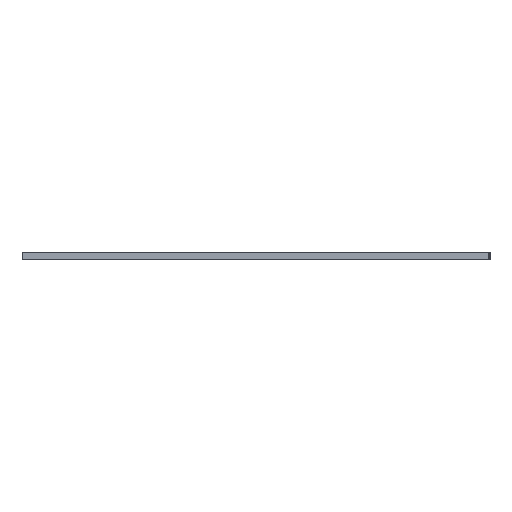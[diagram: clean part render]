
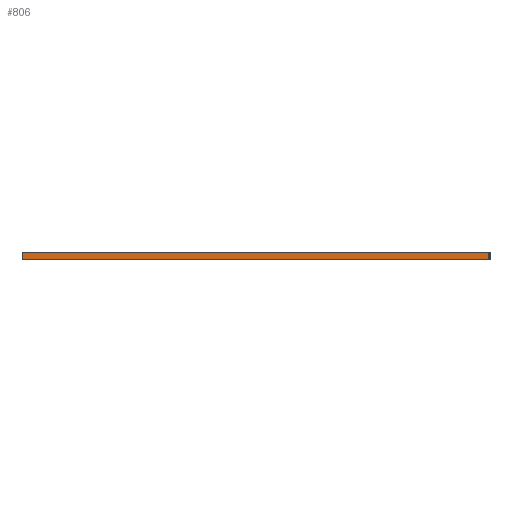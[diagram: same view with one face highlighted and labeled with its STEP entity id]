
A CAD part, front view. The second image highlights one B-rep face of the part: STEP entity #806.
In plain terms, the highlighted planar face has unit normal (0, -1, 0).
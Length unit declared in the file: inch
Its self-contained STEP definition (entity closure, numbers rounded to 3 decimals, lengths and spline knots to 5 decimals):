
#69=FACE_OUTER_BOUND('',#130,.T.);
#130=EDGE_LOOP('',(#657,#658,#659,#660));
#206=LINE('',#1188,#277);
#222=LINE('',#1266,#293);
#225=LINE('',#1272,#296);
#248=LINE('',#1362,#319);
#277=VECTOR('',#941,0.3937);
#293=VECTOR('',#1005,0.3937);
#296=VECTOR('',#1010,0.3937);
#319=VECTOR('',#1095,0.3937);
#348=VERTEX_POINT('',#1186);
#349=VERTEX_POINT('',#1187);
#387=VERTEX_POINT('',#1265);
#389=VERTEX_POINT('',#1271);
#426=EDGE_CURVE('',#348,#349,#206,.T.);
#465=EDGE_CURVE('',#349,#387,#222,.T.);
#468=EDGE_CURVE('',#387,#389,#225,.T.);
#514=EDGE_CURVE('',#389,#348,#248,.T.);
#657=ORIENTED_EDGE('',*,*,#468,.F.);
#658=ORIENTED_EDGE('',*,*,#465,.F.);
#659=ORIENTED_EDGE('',*,*,#426,.F.);
#660=ORIENTED_EDGE('',*,*,#514,.F.);
#783=PLANE('',#907);
#806=ADVANCED_FACE('',(#69),#783,.F.);
#907=AXIS2_PLACEMENT_3D('',#1363,#1096,#1097);
#941=DIRECTION('',(-1.,0.,0.));
#1005=DIRECTION('',(0.,0.,1.));
#1010=DIRECTION('',(1.,0.,0.));
#1095=DIRECTION('',(0.,0.,-1.));
#1096=DIRECTION('center_axis',(0.,1.,0.));
#1097=DIRECTION('ref_axis',(1.,0.,0.));
#1186=CARTESIAN_POINT('',(0.33465,0.01969,-0.15748));
#1187=CARTESIAN_POINT('',(-9.80315,0.01969,-0.15748));
#1188=CARTESIAN_POINT('',(-2.35728,0.01969,-0.15748));
#1265=CARTESIAN_POINT('',(-9.80315,0.01969,0.));
#1266=CARTESIAN_POINT('',(-9.80315,0.01969,-0.03937));
#1271=CARTESIAN_POINT('',(0.33465,0.01969,0.));
#1272=CARTESIAN_POINT('',(-2.35728,0.01969,0.));
#1362=CARTESIAN_POINT('',(0.33465,0.01969,0.));
#1363=CARTESIAN_POINT('Origin',(0.,0.01969,
0.));
